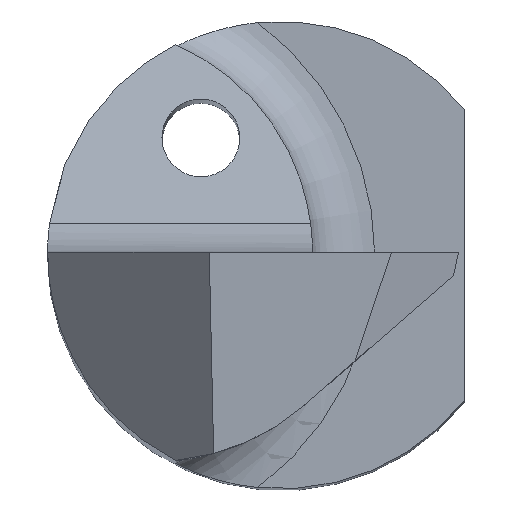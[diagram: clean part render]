
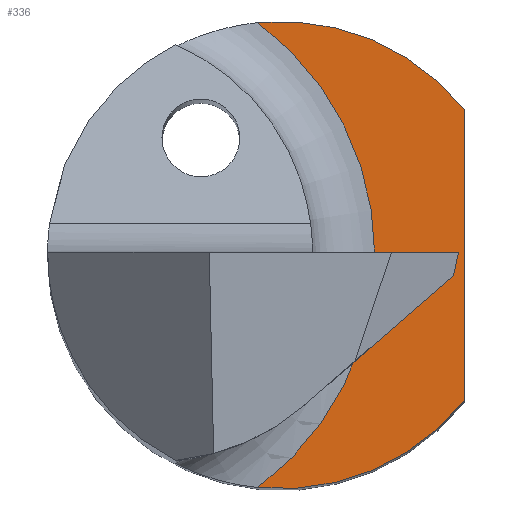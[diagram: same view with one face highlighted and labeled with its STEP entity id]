
A CAD part, top view. The second image highlights one B-rep face of the part: STEP entity #336.
In plain terms, the highlighted planar face has unit normal (0, 0, 1).
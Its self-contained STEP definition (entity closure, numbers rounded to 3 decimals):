
#6 = DIRECTION ( 'NONE',  ( 0., 0., 1. ) ) ;
#23 = CARTESIAN_POINT ( 'NONE',  ( -2.514, 0., 14.75 ) ) ;
#28 = CARTESIAN_POINT ( 'NONE',  ( 2.35, -0.5, 14.75 ) ) ;
#49 = CARTESIAN_POINT ( 'NONE',  ( 2.35, -1.865, 14.75 ) ) ;
#93 = DIRECTION ( 'NONE',  ( 0., 0., 1. ) ) ;
#121 = DIRECTION ( 'NONE',  ( 1., 0., 0. ) ) ;
#122 = EDGE_LOOP ( 'NONE', ( #509, #489, #200, #689, #174 ) ) ;
#130 = AXIS2_PLACEMENT_3D ( 'NONE', #820, #93, #309 ) ;
#139 = DIRECTION ( 'NONE',  ( 1., 0., 0. ) ) ;
#151 = DIRECTION ( 'NONE',  ( 0., 0., -1. ) ) ;
#152 = VERTEX_POINT ( 'NONE', #692 ) ;
#163 = LINE ( 'NONE', #28, #547 ) ;
#174 = ORIENTED_EDGE ( 'NONE', *, *, #325, .T. ) ;
#184 = FACE_OUTER_BOUND ( 'NONE', #122, .T. ) ;
#193 = VERTEX_POINT ( 'NONE', #577 ) ;
#200 = ORIENTED_EDGE ( 'NONE', *, *, #603, .T. ) ;
#244 = AXIS2_PLACEMENT_3D ( 'NONE', #798, #6, #139 ) ;
#273 = CIRCLE ( 'NONE', #244, 3. ) ;
#296 = DIRECTION ( 'NONE',  ( 0., 0., -1. ) ) ;
#301 = VERTEX_POINT ( 'NONE', #702 ) ;
#309 = DIRECTION ( 'NONE',  ( 1., 0., 0. ) ) ;
#325 = EDGE_CURVE ( 'NONE', #494, #193, #163, .T. ) ;
#336 = ADVANCED_FACE ( 'NONE', ( #184 ), #560, .T. ) ;
#355 = EDGE_CURVE ( 'NONE', #152, #640, #805, .T. ) ;
#398 = AXIS2_PLACEMENT_3D ( 'NONE', #607, #151, #601 ) ;
#419 = AXIS2_PLACEMENT_3D ( 'NONE', #444, #703, #121 ) ;
#433 = CIRCLE ( 'NONE', #419, 3. ) ;
#444 = CARTESIAN_POINT ( 'NONE',  ( 0., 0., 14.75 ) ) ;
#481 = DIRECTION ( 'NONE',  ( 0., 1., 0. ) ) ;
#489 = ORIENTED_EDGE ( 'NONE', *, *, #355, .T. ) ;
#494 = VERTEX_POINT ( 'NONE', #49 ) ;
#509 = ORIENTED_EDGE ( 'NONE', *, *, #575, .T. ) ;
#524 = CIRCLE ( 'NONE', #398, 3.714 ) ;
#539 = CARTESIAN_POINT ( 'NONE',  ( 1.2, 0., 14.75 ) ) ;
#547 = VECTOR ( 'NONE', #481, 1000. ) ;
#556 = DIRECTION ( 'NONE',  ( 1., 0., 0. ) ) ;
#560 = PLANE ( 'NONE',  #130 ) ;
#575 = EDGE_CURVE ( 'NONE', #193, #152, #433, .T. ) ;
#577 = CARTESIAN_POINT ( 'NONE',  ( 2.35, 1.865, 14.75 ) ) ;
#601 = DIRECTION ( 'NONE',  ( 1., 0., 0. ) ) ;
#603 = EDGE_CURVE ( 'NONE', #640, #301, #524, .T. ) ;
#607 = CARTESIAN_POINT ( 'NONE',  ( -2.514, 0., 14.75 ) ) ;
#632 = EDGE_CURVE ( 'NONE', #301, #494, #273, .T. ) ;
#640 = VERTEX_POINT ( 'NONE', #539 ) ;
#651 = AXIS2_PLACEMENT_3D ( 'NONE', #23, #296, #556 ) ;
#689 = ORIENTED_EDGE ( 'NONE', *, *, #632, .T. ) ;
#692 = CARTESIAN_POINT ( 'NONE',  ( -0.304, 2.985, 14.75 ) ) ;
#702 = CARTESIAN_POINT ( 'NONE',  ( -0.304, -2.985, 14.75 ) ) ;
#703 = DIRECTION ( 'NONE',  ( 0., 0., 1. ) ) ;
#798 = CARTESIAN_POINT ( 'NONE',  ( 0., 0., 14.75 ) ) ;
#805 = CIRCLE ( 'NONE', #651, 3.714 ) ;
#820 = CARTESIAN_POINT ( 'NONE',  ( 0., 0., 14.75 ) ) ;
